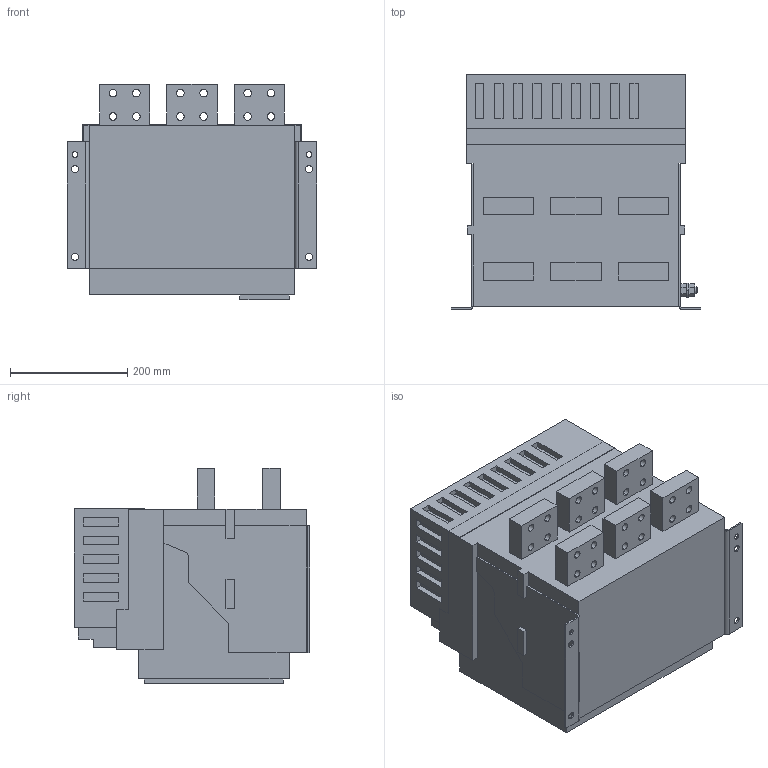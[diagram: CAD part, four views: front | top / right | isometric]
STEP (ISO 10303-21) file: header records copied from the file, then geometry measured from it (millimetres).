
FILE_DESCRIPTION (( 'STEP AP214' ), '1' );
FILE_NAME ('臍-45-mccb45-3200-3200.STEP', '2021-02-11T07:07:15', ( '' ), ( '' ), 'SwSTEP 2.0', 'SolidWorks 2021', '' );
FILE_SCHEMA (( 'AUTOMOTIVE_DESIGN' ));
Length unit declared in the file: millimetre
Products named in the file (1): 臍-45-mccb45-3200-3200
Bounding box: 426 x 402 x 368 mm (x, y, z)
Volume: 39821678.3 mm3; surface area: 1255622.3 mm2
Topology: 12 solids, 12 shells, 956 faces, 2587 edges, 1724 vertices
Faces by surface type: plane 560, bspline 324, cylinder 70, cone 2
Entity records: 51859 total; most frequent: CARTESIAN_POINT 19936, ORIENTED_EDGE 5174, DIRECTION 3347, EDGE_CURVE 2587, LINE 1797, VECTOR 1797, VERTEX_POINT 1724, EDGE_LOOP 1085
